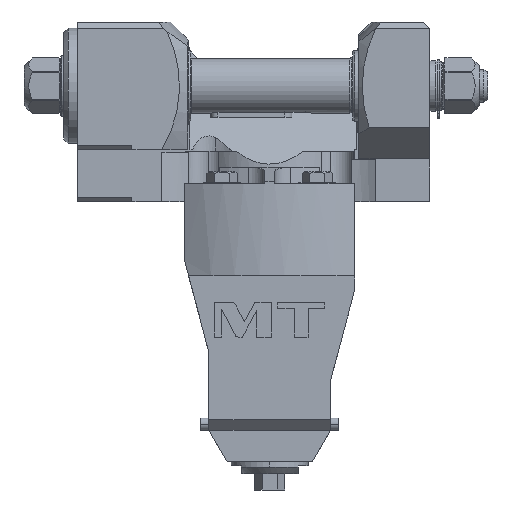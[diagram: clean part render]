
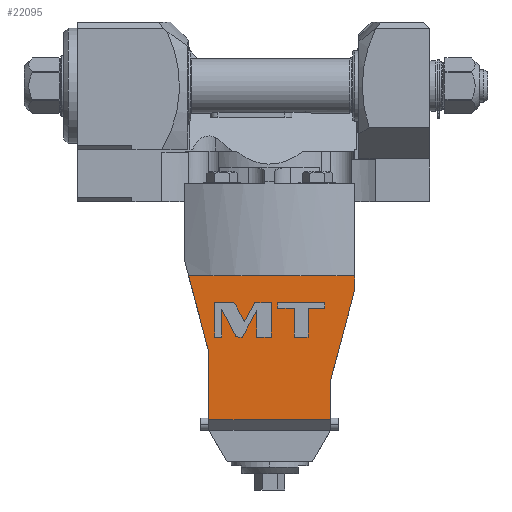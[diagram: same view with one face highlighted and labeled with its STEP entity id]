
A CAD part, left-side view. The second image highlights one B-rep face of the part: STEP entity #22095.
In plain terms, the highlighted planar face has unit normal (-1, 0, 0).
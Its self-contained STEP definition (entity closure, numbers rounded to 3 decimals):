
#4657=DIRECTION('',(0.,-0.257,-0.967));
#4658=VECTOR('',#4657,39.006);
#4659=CARTESIAN_POINT('',(-126.,40.009,2.7));
#4660=LINE('',#4659,#4658);
#5499=DIRECTION('',(0.,0.,1.));
#5500=VECTOR('',#5499,6.9);
#5501=CARTESIAN_POINT('',(-126.,-42.,-4.2));
#5502=LINE('',#5501,#5500);
#5826=DIRECTION('',(0.,0.,-1.));
#5827=VECTOR('',#5826,33.4);
#5828=CARTESIAN_POINT('',(-126.,30.,-35.));
#5829=LINE('',#5828,#5827);
#5914=DIRECTION('',(0.,0.,1.));
#5915=VECTOR('',#5914,19.4);
#5916=CARTESIAN_POINT('',(-126.,-30.,-68.4));
#5917=LINE('',#5916,#5915);
#5926=DIRECTION('',(0.,-0.259,0.966));
#5927=VECTOR('',#5926,46.379);
#5928=CARTESIAN_POINT('',(-126.,-30.,-49.));
#5929=LINE('',#5928,#5927);
#7027=DIRECTION('',(0.,1.,0.));
#7028=VECTOR('',#7027,60.);
#7029=CARTESIAN_POINT('',(-126.,-30.,-68.4));
#7030=LINE('',#7029,#7028);
#7031=CARTESIAN_POINT('',(-126.,16.804,-11.647));
#7032=CARTESIAN_POINT('',(-126.,17.157,-10.964));
#7033=CARTESIAN_POINT('',(-126.,17.854,-10.54));
#7034=CARTESIAN_POINT('',(-126.,18.623,-10.54));
#7036=DIRECTION('',(0.,1.,0.));
#7037=VECTOR('',#7036,8.546);
#7038=CARTESIAN_POINT('',(-126.,18.623,-10.54));
#7039=LINE('',#7038,#7037);
#7040=DIRECTION('',(0.,0.,-1.));
#7041=VECTOR('',#7040,17.);
#7042=CARTESIAN_POINT('',(-126.,27.169,-10.54));
#7043=LINE('',#7042,#7041);
#7044=DIRECTION('',(0.,-1.,0.));
#7045=VECTOR('',#7044,3.536);
#7046=CARTESIAN_POINT('',(-126.,27.169,-27.54));
#7047=LINE('',#7046,#7045);
#7048=DIRECTION('',(0.,0.,1.));
#7049=VECTOR('',#7048,13.772);
#7050=CARTESIAN_POINT('',(-126.,23.633,-27.54));
#7051=LINE('',#7050,#7049);
#7052=DIRECTION('',(0.,-0.459,-0.888));
#7053=VECTOR('',#7052,14.258);
#7054=CARTESIAN_POINT('',(-126.,23.633,-13.768));
#7055=LINE('',#7054,#7053);
#7056=CARTESIAN_POINT('',(-126.,17.084,-26.433));
#7057=CARTESIAN_POINT('',(-126.,16.731,-27.116));
#7058=CARTESIAN_POINT('',(-126.,16.034,-27.54));
#7059=CARTESIAN_POINT('',(-126.,15.264,-27.54));
#7061=DIRECTION('',(0.,-1.,0.));
#7062=VECTOR('',#7061,1.773);
#7063=CARTESIAN_POINT('',(-126.,15.264,-27.54));
#7064=LINE('',#7063,#7062);
#7065=DIRECTION('',(0.,-0.481,0.877));
#7066=VECTOR('',#7065,14.75);
#7067=CARTESIAN_POINT('',(-126.,13.491,-27.54));
#7068=LINE('',#7067,#7066);
#7069=DIRECTION('',(0.,0.,-1.));
#7070=VECTOR('',#7069,12.93);
#7071=CARTESIAN_POINT('',(-126.,6.394,-14.61));
#7072=LINE('',#7071,#7070);
#7073=DIRECTION('',(0.,-1.,0.));
#7074=VECTOR('',#7073,7.154);
#7075=CARTESIAN_POINT('',(-126.,6.394,-27.54));
#7076=LINE('',#7075,#7074);
#7077=DIRECTION('',(0.,0.,1.));
#7078=VECTOR('',#7077,17.);
#7079=CARTESIAN_POINT('',(-126.,-0.76,-27.54));
#7080=LINE('',#7079,#7078);
#7081=DIRECTION('',(0.,1.,0.));
#7082=VECTOR('',#7081,8.065);
#7083=CARTESIAN_POINT('',(-126.,-0.76,-10.54));
#7084=LINE('',#7083,#7082);
#7085=DIRECTION('',(0.,0.481,-0.877));
#7086=VECTOR('',#7085,10.778);
#7087=CARTESIAN_POINT('',(-126.,7.305,-10.54));
#7088=LINE('',#7087,#7086);
#7089=DIRECTION('',(0.,0.459,0.888));
#7090=VECTOR('',#7089,9.39);
#7091=CARTESIAN_POINT('',(-126.,12.491,-19.988));
#7092=LINE('',#7091,#7090);
#7093=DIRECTION('',(0.,0.,-1.));
#7094=VECTOR('',#7093,14.105);
#7095=CARTESIAN_POINT('',(-126.,-12.193,-13.435));
#7096=LINE('',#7095,#7094);
#7097=DIRECTION('',(0.,-1.,0.));
#7098=VECTOR('',#7097,6.733);
#7099=CARTESIAN_POINT('',(-126.,-12.193,-27.54));
#7100=LINE('',#7099,#7098);
#7101=DIRECTION('',(0.,0.,1.));
#7102=VECTOR('',#7101,14.105);
#7103=CARTESIAN_POINT('',(-126.,-18.926,-27.54));
#7104=LINE('',#7103,#7102);
#7105=DIRECTION('',(0.,-1.,0.));
#7106=VECTOR('',#7105,8.242);
#7107=CARTESIAN_POINT('',(-126.,-18.926,-13.435));
#7108=LINE('',#7107,#7106);
#7109=DIRECTION('',(0.,0.,1.));
#7110=VECTOR('',#7109,2.895);
#7111=CARTESIAN_POINT('',(-126.,-27.168,-13.435));
#7112=LINE('',#7111,#7110);
#7113=DIRECTION('',(0.,1.,0.));
#7114=VECTOR('',#7113,23.217);
#7115=CARTESIAN_POINT('',(-126.,-27.168,-10.54));
#7116=LINE('',#7115,#7114);
#7117=DIRECTION('',(0.,0.,-1.));
#7118=VECTOR('',#7117,2.895);
#7119=CARTESIAN_POINT('',(-126.,-3.951,-10.54));
#7120=LINE('',#7119,#7118);
#7121=DIRECTION('',(0.,-1.,0.));
#7122=VECTOR('',#7121,8.242);
#7123=CARTESIAN_POINT('',(-126.,-3.951,-13.435));
#7124=LINE('',#7123,#7122);
#7552=DIRECTION('',(0.,1.,0.));
#7553=VECTOR('',#7552,82.009);
#7554=CARTESIAN_POINT('',(-126.,-42.,2.7));
#7555=LINE('',#7554,#7553);
#12886=CARTESIAN_POINT('',(-126.,40.009,2.7));
#12887=CARTESIAN_POINT('',(-126.,30.,-35.));
#12888=VERTEX_POINT('',#12886);
#12889=VERTEX_POINT('',#12887);
#12890=CARTESIAN_POINT('',(-126.,-30.,-49.));
#12891=CARTESIAN_POINT('',(-126.,-42.,-4.2));
#12892=VERTEX_POINT('',#12890);
#12893=VERTEX_POINT('',#12891);
#12894=CARTESIAN_POINT('',(-126.,-42.,2.7));
#12895=VERTEX_POINT('',#12894);
#12902=CARTESIAN_POINT('',(-126.,30.,-68.4));
#12904=VERTEX_POINT('',#12902);
#12905=CARTESIAN_POINT('',(-126.,-30.,-68.4));
#12906=VERTEX_POINT('',#12905);
#15101=CARTESIAN_POINT('',(-126.,16.804,-11.647));
#15102=VERTEX_POINT('',#15101);
#15103=CARTESIAN_POINT('',(-126.,18.623,-10.54));
#15104=VERTEX_POINT('',#15103);
#15105=CARTESIAN_POINT('',(-126.,27.169,-10.54));
#15106=VERTEX_POINT('',#15105);
#15107=CARTESIAN_POINT('',(-126.,27.169,-27.54));
#15108=VERTEX_POINT('',#15107);
#15109=CARTESIAN_POINT('',(-126.,23.633,-27.54));
#15110=VERTEX_POINT('',#15109);
#15111=CARTESIAN_POINT('',(-126.,23.633,-13.768));
#15112=VERTEX_POINT('',#15111);
#15113=CARTESIAN_POINT('',(-126.,17.084,-26.433));
#15114=VERTEX_POINT('',#15113);
#15115=CARTESIAN_POINT('',(-126.,15.264,-27.54));
#15116=VERTEX_POINT('',#15115);
#15117=CARTESIAN_POINT('',(-126.,13.491,-27.54));
#15118=VERTEX_POINT('',#15117);
#15119=CARTESIAN_POINT('',(-126.,6.394,-14.61));
#15120=VERTEX_POINT('',#15119);
#15121=CARTESIAN_POINT('',(-126.,6.394,-27.54));
#15122=VERTEX_POINT('',#15121);
#15123=CARTESIAN_POINT('',(-126.,-0.76,-27.54));
#15124=VERTEX_POINT('',#15123);
#15125=CARTESIAN_POINT('',(-126.,-0.76,-10.54));
#15126=VERTEX_POINT('',#15125);
#15127=CARTESIAN_POINT('',(-126.,7.305,-10.54));
#15128=VERTEX_POINT('',#15127);
#15129=CARTESIAN_POINT('',(-126.,12.491,-19.988));
#15130=VERTEX_POINT('',#15129);
#15131=CARTESIAN_POINT('',(-126.,-12.193,-13.435));
#15132=VERTEX_POINT('',#15131);
#15133=CARTESIAN_POINT('',(-126.,-12.193,-27.54));
#15134=VERTEX_POINT('',#15133);
#15135=CARTESIAN_POINT('',(-126.,-18.926,-27.54));
#15136=VERTEX_POINT('',#15135);
#15137=CARTESIAN_POINT('',(-126.,-18.926,-13.435));
#15138=VERTEX_POINT('',#15137);
#15139=CARTESIAN_POINT('',(-126.,-27.168,-13.435));
#15140=VERTEX_POINT('',#15139);
#15141=CARTESIAN_POINT('',(-126.,-27.168,-10.54));
#15142=VERTEX_POINT('',#15141);
#15143=CARTESIAN_POINT('',(-126.,-3.951,-10.54));
#15144=VERTEX_POINT('',#15143);
#15145=CARTESIAN_POINT('',(-126.,-3.951,-13.435));
#15146=VERTEX_POINT('',#15145);
#22029=CARTESIAN_POINT('',(-126.,-42.,-73.4));
#22030=DIRECTION('',(1.,0.,0.));
#22031=DIRECTION('',(0.,0.,1.));
#22032=AXIS2_PLACEMENT_3D('',#22029,#22030,#22031);
#22033=PLANE('',#22032);
#22035=ORIENTED_EDGE('',*,*,#22034,.T.);
#22036=ORIENTED_EDGE('',*,*,#20968,.F.);
#22037=ORIENTED_EDGE('',*,*,#19551,.F.);
#22039=ORIENTED_EDGE('',*,*,#22038,.F.);
#22040=ORIENTED_EDGE('',*,*,#20517,.F.);
#22041=ORIENTED_EDGE('',*,*,#21069,.F.);
#22042=ORIENTED_EDGE('',*,*,#21056,.F.);
#22043=EDGE_LOOP('',(#22035,#22036,#22037,#22039,#22040,#22041,#22042));
#22044=FACE_OUTER_BOUND('',#22043,.F.);
#22046=ORIENTED_EDGE('',*,*,#22045,.T.);
#22048=ORIENTED_EDGE('',*,*,#22047,.T.);
#22050=ORIENTED_EDGE('',*,*,#22049,.T.);
#22052=ORIENTED_EDGE('',*,*,#22051,.T.);
#22054=ORIENTED_EDGE('',*,*,#22053,.T.);
#22056=ORIENTED_EDGE('',*,*,#22055,.T.);
#22058=ORIENTED_EDGE('',*,*,#22057,.T.);
#22060=ORIENTED_EDGE('',*,*,#22059,.T.);
#22062=ORIENTED_EDGE('',*,*,#22061,.T.);
#22064=ORIENTED_EDGE('',*,*,#22063,.T.);
#22066=ORIENTED_EDGE('',*,*,#22065,.T.);
#22068=ORIENTED_EDGE('',*,*,#22067,.T.);
#22070=ORIENTED_EDGE('',*,*,#22069,.T.);
#22072=ORIENTED_EDGE('',*,*,#22071,.T.);
#22074=ORIENTED_EDGE('',*,*,#22073,.T.);
#22075=EDGE_LOOP('',(#22046,#22048,#22050,#22052,#22054,#22056,#22058,#22060,
#22062,#22064,#22066,#22068,#22070,#22072,#22074));
#22076=FACE_BOUND('',#22075,.F.);
#22078=ORIENTED_EDGE('',*,*,#22077,.T.);
#22080=ORIENTED_EDGE('',*,*,#22079,.T.);
#22082=ORIENTED_EDGE('',*,*,#22081,.T.);
#22084=ORIENTED_EDGE('',*,*,#22083,.T.);
#22086=ORIENTED_EDGE('',*,*,#22085,.T.);
#22088=ORIENTED_EDGE('',*,*,#22087,.T.);
#22090=ORIENTED_EDGE('',*,*,#22089,.T.);
#22092=ORIENTED_EDGE('',*,*,#22091,.T.);
#22093=EDGE_LOOP('',(#22078,#22080,#22082,#22084,#22086,#22088,#22090,#22092));
#22094=FACE_BOUND('',#22093,.F.);
#22095=ADVANCED_FACE('',(#22044,#22076,#22094),#22033,.F.);
#7035=B_SPLINE_CURVE_WITH_KNOTS('',3,(#7031,#7032,#7033,#7034),.UNSPECIFIED.,
.F.,.F.,(4,4),(0.,1.),.UNSPECIFIED.);
#7060=B_SPLINE_CURVE_WITH_KNOTS('',3,(#7056,#7057,#7058,#7059),.UNSPECIFIED.,
.F.,.F.,(4,4),(0.,1.),.UNSPECIFIED.);
#19551=EDGE_CURVE('',#12888,#12889,#4660,.T.);
#20517=EDGE_CURVE('',#12893,#12895,#5502,.T.);
#20968=EDGE_CURVE('',#12889,#12904,#5829,.T.);
#21056=EDGE_CURVE('',#12906,#12892,#5917,.T.);
#21069=EDGE_CURVE('',#12892,#12893,#5929,.T.);
#22034=EDGE_CURVE('',#12906,#12904,#7030,.T.);
#22038=EDGE_CURVE('',#12895,#12888,#7555,.T.);
#22045=EDGE_CURVE('',#15102,#15104,#7035,.T.);
#22047=EDGE_CURVE('',#15104,#15106,#7039,.T.);
#22049=EDGE_CURVE('',#15106,#15108,#7043,.T.);
#22051=EDGE_CURVE('',#15108,#15110,#7047,.T.);
#22053=EDGE_CURVE('',#15110,#15112,#7051,.T.);
#22055=EDGE_CURVE('',#15112,#15114,#7055,.T.);
#22057=EDGE_CURVE('',#15114,#15116,#7060,.T.);
#22059=EDGE_CURVE('',#15116,#15118,#7064,.T.);
#22061=EDGE_CURVE('',#15118,#15120,#7068,.T.);
#22063=EDGE_CURVE('',#15120,#15122,#7072,.T.);
#22065=EDGE_CURVE('',#15122,#15124,#7076,.T.);
#22067=EDGE_CURVE('',#15124,#15126,#7080,.T.);
#22069=EDGE_CURVE('',#15126,#15128,#7084,.T.);
#22071=EDGE_CURVE('',#15128,#15130,#7088,.T.);
#22073=EDGE_CURVE('',#15130,#15102,#7092,.T.);
#22077=EDGE_CURVE('',#15132,#15134,#7096,.T.);
#22079=EDGE_CURVE('',#15134,#15136,#7100,.T.);
#22081=EDGE_CURVE('',#15136,#15138,#7104,.T.);
#22083=EDGE_CURVE('',#15138,#15140,#7108,.T.);
#22085=EDGE_CURVE('',#15140,#15142,#7112,.T.);
#22087=EDGE_CURVE('',#15142,#15144,#7116,.T.);
#22089=EDGE_CURVE('',#15144,#15146,#7120,.T.);
#22091=EDGE_CURVE('',#15146,#15132,#7124,.T.);
